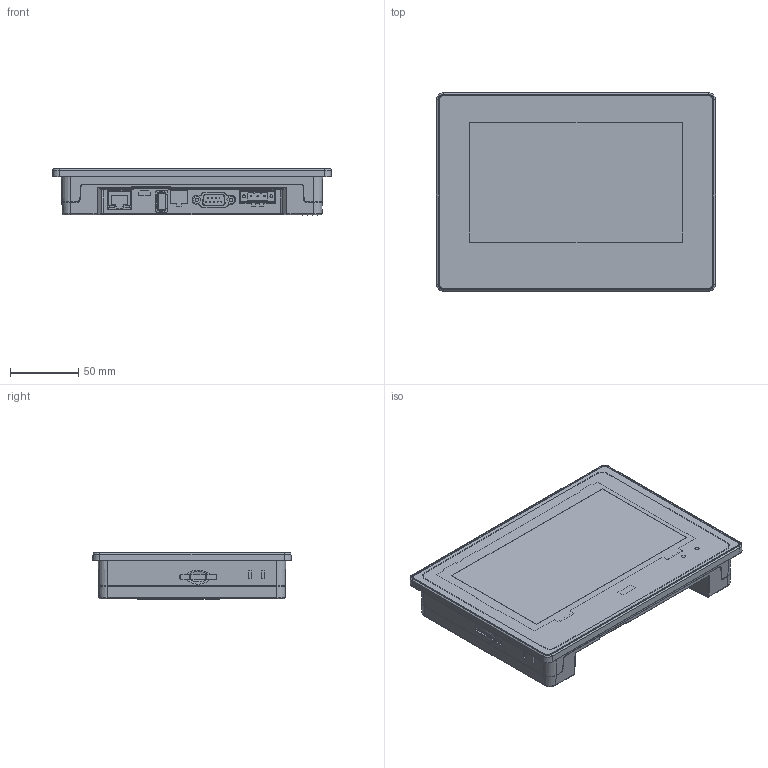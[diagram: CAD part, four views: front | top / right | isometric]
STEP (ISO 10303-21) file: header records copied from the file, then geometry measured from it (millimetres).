
FILE_DESCRIPTION((''),'2;1');
FILE_NAME('FE6070-3D','2022-02-23T11:42:38',('Lenovo'),(''),'CREO PARAMETRIC BY PTC INC, 2020033','CREO PARAMETRIC BY PTC INC, 2020033','');
FILE_SCHEMA(('CONFIG_CONTROL_DESIGN'));
Length unit declared in the file: millimetre
Products named in the file (1): FE6070-3D
Bounding box: 203.92 x 144.92 x 34 mm (x, y, z)
Volume: 737237.5 mm3; surface area: 142784.6 mm2
Topology: 1 solids, 25 shells, 1176 faces, 3108 edges, 2005 vertices
Faces by surface type: plane 752, cylinder 216, bspline 88, cone 73, torus 45, sphere 2
Entity records: 39699 total; most frequent: CARTESIAN_POINT 11003, ORIENTED_EDGE 6200, DIRECTION 5563, EDGE_CURVE 3100, VECTOR 2117, LINE 2117, VERTEX_POINT 2005, AXIS2_PLACEMENT_3D 1723
